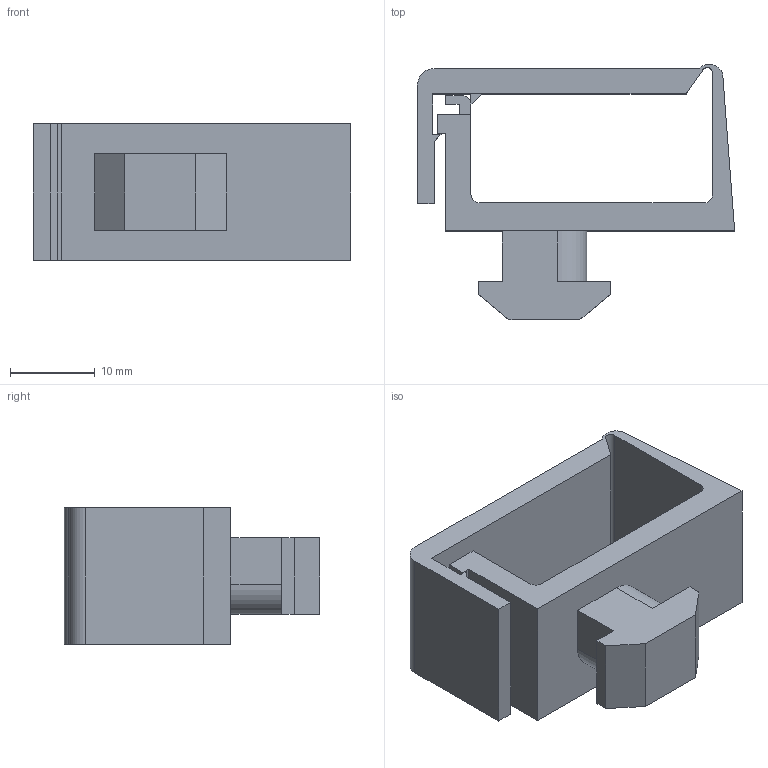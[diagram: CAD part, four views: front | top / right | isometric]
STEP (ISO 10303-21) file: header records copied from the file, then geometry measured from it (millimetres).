
FILE_DESCRIPTION (( 'STEP AP214' ), '1' );
FILE_NAME ('SNSD.30.51.97. Êëèïñà êàáåëü-êàíàëà K-3, ïàç 10(D68).STEP', '2015-01-15T13:45:58', ( 'XTreme.ws' ), ( 'XTreme.ws' ), 'SwSTEP 2.0', 'SolidWorks 2014', '' );
FILE_SCHEMA (( 'AUTOMOTIVE_DESIGN' ));
Length unit declared in the file: millimetre
Products named in the file (2): SNSD.30.51.97. Êëèïñà êàáåëü-êàíàëà K-3, ïàç 10(D68)
Bounding box: 37.53 x 30.2 x 16.2 mm (x, y, z)
Volume: 5916.7 mm3; surface area: 4851.4 mm2
Topology: 1 solids, 1 shells, 50 faces, 142 edges, 94 vertices
Faces by surface type: plane 41, cylinder 9
Entity records: 1661 total; most frequent: CARTESIAN_POINT 288, ORIENTED_EDGE 284, DIRECTION 264, EDGE_CURVE 142, VECTOR 124, LINE 124, VERTEX_POINT 94, AXIS2_PLACEMENT_3D 70
